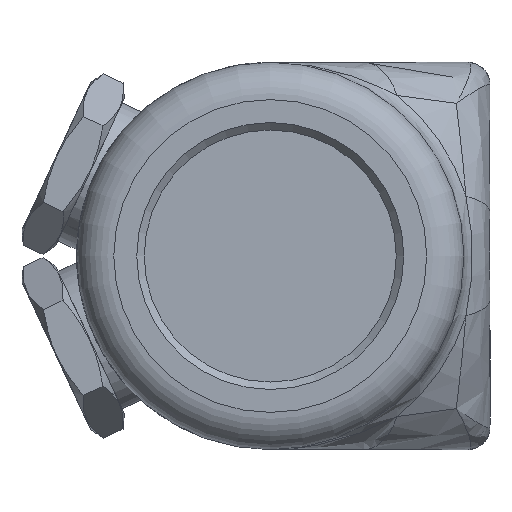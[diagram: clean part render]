
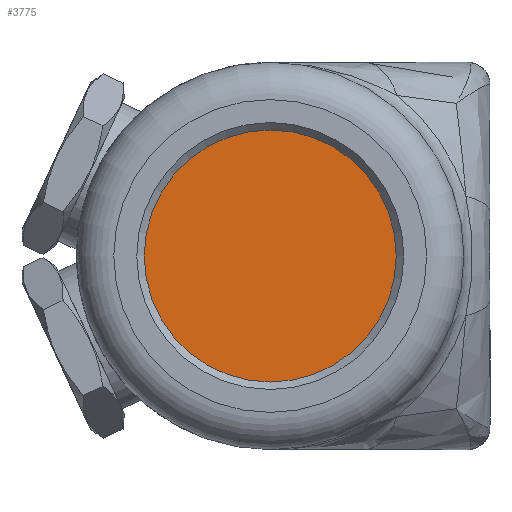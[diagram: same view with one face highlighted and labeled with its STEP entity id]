
A CAD part, front view. The second image highlights one B-rep face of the part: STEP entity #3775.
In plain terms, the highlighted planar face has unit normal (0, -1, 0).
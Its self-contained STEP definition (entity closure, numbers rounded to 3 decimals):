
#865=FACE_OUTER_BOUND('',#1083,.T.);
#1083=EDGE_LOOP('',(#2619));
#1595=CIRCLE('',#4039,16.918);
#1659=VERTEX_POINT('',#4896);
#2038=EDGE_CURVE('',#1659,#1659,#1595,.T.);
#2619=ORIENTED_EDGE('',*,*,#2038,.F.);
#3699=PLANE('',#4038);
#3775=ADVANCED_FACE('',(#865),#3699,.F.);
#4038=AXIS2_PLACEMENT_3D('',#4895,#4233,#4234);
#4039=AXIS2_PLACEMENT_3D('',#4897,#4235,#4236);
#4233=DIRECTION('center_axis',(0.,1.,0.));
#4234=DIRECTION('ref_axis',(0.,0.,1.));
#4235=DIRECTION('center_axis',(0.,1.,0.));
#4236=DIRECTION('ref_axis',(-1.,0.,0.));
#4895=CARTESIAN_POINT('Origin',(0.,1.,0.));
#4896=CARTESIAN_POINT('',(16.918,1.,0.));
#4897=CARTESIAN_POINT('Origin',(0.,1.,0.));
